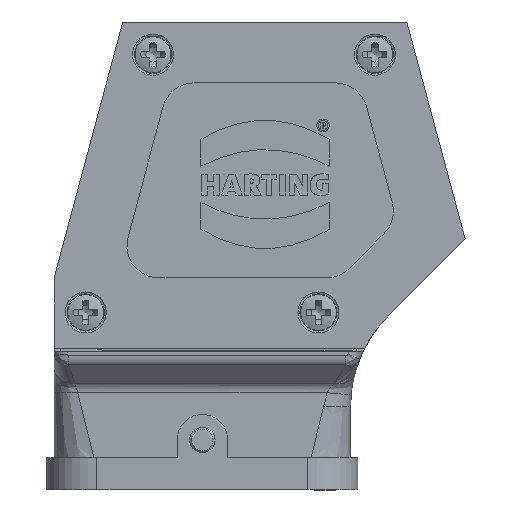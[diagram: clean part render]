
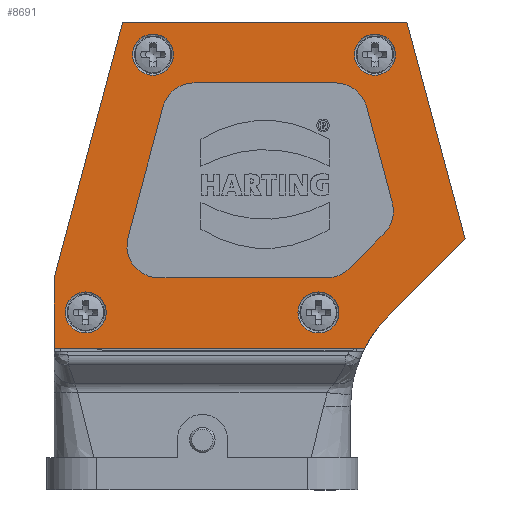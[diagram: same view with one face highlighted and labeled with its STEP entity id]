
A CAD part, front view. The second image highlights one B-rep face of the part: STEP entity #8691.
In plain terms, the highlighted planar face has unit normal (0, -1, 0).
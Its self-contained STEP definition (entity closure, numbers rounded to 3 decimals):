
#4308=LINE('',#28931,#6363);
#4312=LINE('',#28940,#6367);
#4315=LINE('',#28946,#6370);
#4318=LINE('',#28952,#6373);
#4322=LINE('',#28964,#6377);
#5017=LINE('',#30441,#7072);
#5021=LINE('',#30453,#7076);
#5025=LINE('',#30465,#7080);
#5029=LINE('',#30477,#7084);
#5033=LINE('',#30488,#7088);
#5038=LINE('',#30924,#7093);
#6363=VECTOR('',#24050,1.);
#6367=VECTOR('',#24056,1.);
#6370=VECTOR('',#24061,1.);
#6373=VECTOR('',#24066,1.);
#6377=VECTOR('',#24078,1.);
#7072=VECTOR('',#25285,1.);
#7076=VECTOR('',#25297,1.);
#7080=VECTOR('',#25309,1.);
#7084=VECTOR('',#25321,1.);
#7088=VECTOR('',#25335,1.);
#7093=VECTOR('',#25408,1.);
#8691=ADVANCED_FACE('',(#10224,#10225,#10226,#10227,#10228,#10229),#9669,
 .T.);
#9669=PLANE('',#22929);
#10224=FACE_BOUND('',#10745,.T.);
#10225=FACE_BOUND('',#10746,.T.);
#10226=FACE_BOUND('',#10747,.T.);
#10227=FACE_BOUND('',#10748,.T.);
#10228=FACE_BOUND('',#10749,.T.);
#10229=FACE_BOUND('',#10750,.T.);
#10745=EDGE_LOOP('',(#13551,#13552,#13553,#13554,#13555,#13556,#13557,#13558,
#13559,#13560));
#10746=EDGE_LOOP('',(#13561));
#10747=EDGE_LOOP('',(#13562));
#10748=EDGE_LOOP('',(#13563));
#10749=EDGE_LOOP('',(#13564));
#10750=EDGE_LOOP('',(#13565,#13566,#13567,#13568,#13569,#13570,#13571,#13572));
#11580=CIRCLE('',#22619,2.);
#11588=CIRCLE('',#22875,5.);
#11590=CIRCLE('',#22879,5.);
#11592=CIRCLE('',#22883,5.);
#11594=CIRCLE('',#22887,5.);
#11596=CIRCLE('',#22891,5.);
#11602=CIRCLE('',#22902,3.2);
#11607=CIRCLE('',#22910,3.2);
#11612=CIRCLE('',#22918,3.2);
#11617=CIRCLE('',#22926,3.2);
#11618=CIRCLE('',#22928,20.);
#13551=ORIENTED_EDGE('',*,*,#19978,.T.);
#13552=ORIENTED_EDGE('',*,*,#19950,.T.);
#13553=ORIENTED_EDGE('',*,*,#19954,.T.);
#13554=ORIENTED_EDGE('',*,*,#19957,.T.);
#13555=ORIENTED_EDGE('',*,*,#19960,.T.);
#13556=ORIENTED_EDGE('',*,*,#19963,.T.);
#13557=ORIENTED_EDGE('',*,*,#19966,.T.);
#13558=ORIENTED_EDGE('',*,*,#19969,.T.);
#13559=ORIENTED_EDGE('',*,*,#19972,.T.);
#13560=ORIENTED_EDGE('',*,*,#19975,.T.);
#13561=ORIENTED_EDGE('',*,*,#19986,.T.);
#13562=ORIENTED_EDGE('',*,*,#19994,.T.);
#13563=ORIENTED_EDGE('',*,*,#20002,.T.);
#13564=ORIENTED_EDGE('',*,*,#20010,.T.);
#13565=ORIENTED_EDGE('',*,*,#20011,.F.);
#13566=ORIENTED_EDGE('',*,*,#19227,.F.);
#13567=ORIENTED_EDGE('',*,*,#19231,.F.);
#13568=ORIENTED_EDGE('',*,*,#19234,.F.);
#13569=ORIENTED_EDGE('',*,*,#19237,.F.);
#13570=ORIENTED_EDGE('',*,*,#19240,.F.);
#13571=ORIENTED_EDGE('',*,*,#19243,.F.);
#13572=ORIENTED_EDGE('',*,*,#20012,.F.);
#17400=VERTEX_POINT('',#28932);
#17401=VERTEX_POINT('',#28933);
#17404=VERTEX_POINT('',#28941);
#17406=VERTEX_POINT('',#28947);
#17408=VERTEX_POINT('',#28953);
#17410=VERTEX_POINT('',#28959);
#17412=VERTEX_POINT('',#28965);
#17885=VERTEX_POINT('',#30431);
#17886=VERTEX_POINT('',#30433);
#17889=VERTEX_POINT('',#30440);
#17891=VERTEX_POINT('',#30446);
#17893=VERTEX_POINT('',#30452);
#17895=VERTEX_POINT('',#30458);
#17897=VERTEX_POINT('',#30464);
#17899=VERTEX_POINT('',#30470);
#17901=VERTEX_POINT('',#30476);
#17902=VERTEX_POINT('',#30481);
#17910=VERTEX_POINT('',#30596);
#17917=VERTEX_POINT('',#30704);
#17924=VERTEX_POINT('',#30812);
#17931=VERTEX_POINT('',#30920);
#17932=VERTEX_POINT('',#30923);
#19227=EDGE_CURVE('',#17400,#17401,#4308,.T.);
#19231=EDGE_CURVE('',#17404,#17400,#4312,.T.);
#19234=EDGE_CURVE('',#17406,#17404,#4315,.T.);
#19237=EDGE_CURVE('',#17408,#17406,#4318,.T.);
#19240=EDGE_CURVE('',#17410,#17408,#11580,.T.);
#19243=EDGE_CURVE('',#17412,#17410,#4322,.T.);
#19950=EDGE_CURVE('',#17886,#17885,#11588,.T.);
#19954=EDGE_CURVE('',#17885,#17889,#5017,.T.);
#19957=EDGE_CURVE('',#17889,#17891,#11590,.T.);
#19960=EDGE_CURVE('',#17891,#17893,#5021,.T.);
#19963=EDGE_CURVE('',#17893,#17895,#11592,.T.);
#19966=EDGE_CURVE('',#17895,#17897,#5025,.T.);
#19969=EDGE_CURVE('',#17897,#17899,#11594,.T.);
#19972=EDGE_CURVE('',#17899,#17901,#5029,.T.);
#19975=EDGE_CURVE('',#17901,#17902,#11596,.T.);
#19978=EDGE_CURVE('',#17902,#17886,#5033,.T.);
#19986=EDGE_CURVE('',#17910,#17910,#11602,.T.);
#19994=EDGE_CURVE('',#17917,#17917,#11607,.T.);
#20002=EDGE_CURVE('',#17924,#17924,#11612,.T.);
#20010=EDGE_CURVE('',#17931,#17931,#11617,.T.);
#20011=EDGE_CURVE('',#17401,#17932,#11618,.T.);
#20012=EDGE_CURVE('',#17932,#17412,#5038,.T.);
#22619=AXIS2_PLACEMENT_3D('',#28958,#24071,#24072);
#22875=AXIS2_PLACEMENT_3D('',#30432,#25277,#25278);
#22879=AXIS2_PLACEMENT_3D('',#30447,#25290,#25291);
#22883=AXIS2_PLACEMENT_3D('',#30459,#25302,#25303);
#22887=AXIS2_PLACEMENT_3D('',#30471,#25314,#25315);
#22891=AXIS2_PLACEMENT_3D('',#30483,#25326,#25327);
#22902=AXIS2_PLACEMENT_3D('',#30595,#25351,#25352);
#22910=AXIS2_PLACEMENT_3D('',#30703,#25368,#25369);
#22918=AXIS2_PLACEMENT_3D('',#30811,#25385,#25386);
#22926=AXIS2_PLACEMENT_3D('',#30919,#25402,#25403);
#22928=AXIS2_PLACEMENT_3D('',#30922,#25406,#25407);
#22929=AXIS2_PLACEMENT_3D('',#30925,#25409,#25410);
#24050=DIRECTION('',(-0.707,0.,-0.707));
#24056=DIRECTION('',(0.259,0.,-0.966));
#24061=DIRECTION('',(1.,0.,0.));
#24066=DIRECTION('',(0.259,0.,0.966));
#24071=DIRECTION('',(0.,1.,0.));
#24072=DIRECTION('',(1.,0.,0.));
#24078=DIRECTION('',(0.,0.,1.));
#25277=DIRECTION('',(0.,1.,0.));
#25278=DIRECTION('',(-0.966,0.,0.259));
#25285=DIRECTION('',(1.,0.,0.));
#25290=DIRECTION('',(0.,1.,0.));
#25291=DIRECTION('',(0.,0.,1.));
#25297=DIRECTION('',(0.259,0.,-0.966));
#25302=DIRECTION('',(0.,1.,0.));
#25303=DIRECTION('',(0.966,0.,0.259));
#25309=DIRECTION('',(-0.707,0.,-0.707));
#25314=DIRECTION('',(0.,1.,0.));
#25315=DIRECTION('',(0.707,0.,-0.707));
#25321=DIRECTION('',(-1.,0.,0.));
#25326=DIRECTION('',(0.,1.,0.));
#25327=DIRECTION('',(0.,0.,-1.));
#25335=DIRECTION('',(0.259,0.,0.966));
#25351=DIRECTION('',(0.,1.,0.));
#25352=DIRECTION('',(0.,0.,1.));
#25368=DIRECTION('',(0.,1.,0.));
#25369=DIRECTION('',(0.,0.,1.));
#25385=DIRECTION('',(0.,1.,0.));
#25386=DIRECTION('',(0.,0.,1.));
#25402=DIRECTION('',(0.,1.,0.));
#25403=DIRECTION('',(0.,0.,1.));
#25406=DIRECTION('',(0.,-1.,0.));
#25407=DIRECTION('',(1.,0.,0.));
#25408=DIRECTION('',(-1.,0.,0.));
#25409=DIRECTION('',(0.,-1.,0.));
#25410=DIRECTION('',(1.,0.,0.));
#28931=CARTESIAN_POINT('',(28.958,-16.95,14.542));
#28932=CARTESIAN_POINT('',(40.969,-16.95,26.553));
#28933=CARTESIAN_POINT('',(28.958,-16.95,14.542));
#28940=CARTESIAN_POINT('',(40.67,-16.95,27.669));
#28941=CARTESIAN_POINT('',(31.9,-16.95,60.4));
#28946=CARTESIAN_POINT('',(30.365,-16.95,60.4));
#28947=CARTESIAN_POINT('',(-12.436,-16.95,60.4));
#28952=CARTESIAN_POINT('',(-12.834,-16.95,58.918));
#28953=CARTESIAN_POINT('',(-23.032,-16.95,20.857));
#28958=CARTESIAN_POINT('',(-21.1,-16.95,20.34));
#28959=CARTESIAN_POINT('',(-23.1,-16.95,20.34));
#28964=CARTESIAN_POINT('',(-23.1,-16.95,20.34));
#28965=CARTESIAN_POINT('',(-23.1,-16.95,9.5));
#30431=CARTESIAN_POINT('',(-1.31,-16.95,50.9));
#30432=CARTESIAN_POINT('',(-1.31,-16.95,45.9));
#30433=CARTESIAN_POINT('',(-6.14,-16.95,47.194));
#30440=CARTESIAN_POINT('',(20.774,-16.95,50.9));
#30441=CARTESIAN_POINT('',(-1.31,-16.95,50.9));
#30446=CARTESIAN_POINT('',(25.603,-16.95,47.194));
#30447=CARTESIAN_POINT('',(20.774,-16.95,45.9));
#30452=CARTESIAN_POINT('',(29.626,-16.95,32.181));
#30453=CARTESIAN_POINT('',(25.603,-16.95,47.194));
#30458=CARTESIAN_POINT('',(28.332,-16.95,27.351));
#30459=CARTESIAN_POINT('',(24.797,-16.95,30.887));
#30464=CARTESIAN_POINT('',(22.945,-16.95,21.964));
#30465=CARTESIAN_POINT('',(28.332,-16.95,27.351));
#30470=CARTESIAN_POINT('',(19.41,-16.95,20.5));
#30471=CARTESIAN_POINT('',(19.41,-16.95,25.5));
#30476=CARTESIAN_POINT('',(-6.776,-16.95,20.5));
#30477=CARTESIAN_POINT('',(19.41,-16.95,20.5));
#30481=CARTESIAN_POINT('',(-11.606,-16.95,26.794));
#30483=CARTESIAN_POINT('',(-6.776,-16.95,25.5));
#30488=CARTESIAN_POINT('',(-11.606,-16.95,26.794));
#30595=CARTESIAN_POINT('',(-18.2,-16.95,15.1));
#30596=CARTESIAN_POINT('',(-18.2,-16.95,18.3));
#30703=CARTESIAN_POINT('',(-7.7,-16.95,55.3));
#30704=CARTESIAN_POINT('',(-7.7,-16.95,58.5));
#30811=CARTESIAN_POINT('',(26.9,-16.95,55.3));
#30812=CARTESIAN_POINT('',(26.9,-16.95,58.5));
#30919=CARTESIAN_POINT('',(18.1,-16.95,15.1));
#30920=CARTESIAN_POINT('',(18.1,-16.95,18.3));
#30922=CARTESIAN_POINT('',(43.1,-16.95,0.4));
#30923=CARTESIAN_POINT('',(25.29,-16.95,9.5));
#30924=CARTESIAN_POINT('',(23.621,-16.95,9.5));
#30925=CARTESIAN_POINT('',(-26.292,-16.95,6.955));
